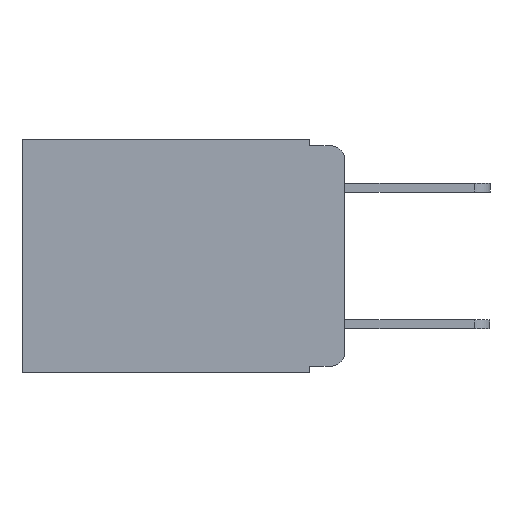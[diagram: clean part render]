
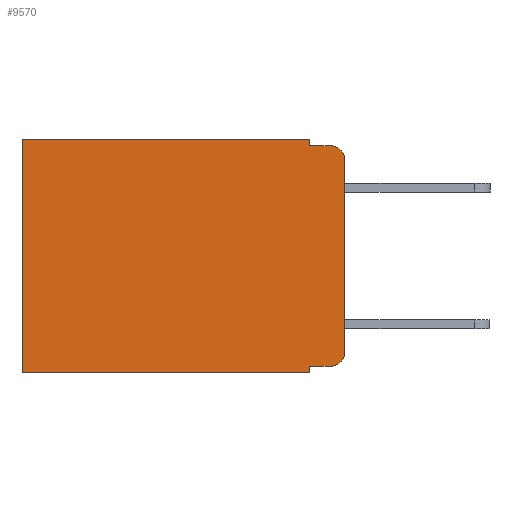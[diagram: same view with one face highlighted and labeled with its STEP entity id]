
A CAD part, left-side view. The second image highlights one B-rep face of the part: STEP entity #9570.
In plain terms, the highlighted planar face has unit normal (-1, 0, 0).
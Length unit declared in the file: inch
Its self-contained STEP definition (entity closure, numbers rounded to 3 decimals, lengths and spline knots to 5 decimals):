
#33 = ORIENTED_EDGE ( 'NONE', *, *, #11979, .T. ) ;
#41 = EDGE_CURVE ( 'NONE', #11145, #12127, #8916, .T. ) ;
#292 = CARTESIAN_POINT ( 'NONE',  ( 0.298, 0., 0. ) ) ;
#418 = DIRECTION ( 'NONE',  ( 0., 0., -1. ) ) ;
#684 = EDGE_CURVE ( 'NONE', #8246, #9315, #7141, .T. ) ;
#873 = ORIENTED_EDGE ( 'NONE', *, *, #684, .F. ) ;
#1196 = VECTOR ( 'NONE', #418, 39.37008 ) ;
#1255 = VERTEX_POINT ( 'NONE', #11462 ) ;
#1269 = EDGE_CURVE ( 'NONE', #1255, #1787, #4294, .T. ) ;
#1719 = DIRECTION ( 'NONE',  ( 0., 1., 0. ) ) ;
#1787 = VERTEX_POINT ( 'NONE', #6911 ) ;
#1935 = VECTOR ( 'NONE', #10742, 39.37008 ) ;
#1945 = CARTESIAN_POINT ( 'NONE',  ( 0.298, 0.051, -0.01 ) ) ;
#2360 = LINE ( 'NONE', #6655, #4115 ) ;
#2392 = PLANE ( 'NONE',  #11430 ) ;
#2778 = CARTESIAN_POINT ( 'NONE',  ( 0.298, 0., -0.343 ) ) ;
#3206 = LINE ( 'NONE', #292, #10168 ) ;
#3470 = DIRECTION ( 'NONE',  ( 1., 0., 0. ) ) ;
#3858 = DIRECTION ( 'NONE',  ( -1., 0., 0. ) ) ;
#4115 = VECTOR ( 'NONE', #8441, 39.37008 ) ;
#4129 = ORIENTED_EDGE ( 'NONE', *, *, #10645, .T. ) ;
#4294 = CIRCLE ( 'NONE', #10954, 0.02 ) ;
#4471 = VECTOR ( 'NONE', #8631, 39.37008 ) ;
#4529 = VERTEX_POINT ( 'NONE', #10517 ) ;
#4556 = CARTESIAN_POINT ( 'NONE',  ( 0.298, 0.473, 0. ) ) ;
#4657 = LINE ( 'NONE', #6454, #1935 ) ;
#4714 = ORIENTED_EDGE ( 'NONE', *, *, #7119, .F. ) ;
#4824 = ORIENTED_EDGE ( 'NONE', *, *, #8641, .F. ) ;
#5106 = CARTESIAN_POINT ( 'NONE',  ( 0.298, 0.051, 0. ) ) ;
#5651 = CARTESIAN_POINT ( 'NONE',  ( 0.298, 0., -0.03 ) ) ;
#5729 = CARTESIAN_POINT ( 'NONE',  ( 0.298, 0.473, -0.343 ) ) ;
#5732 = EDGE_CURVE ( 'NONE', #8246, #11145, #3206, .T. ) ;
#6004 = VECTOR ( 'NONE', #1719, 39.37008 ) ;
#6350 = DIRECTION ( 'NONE',  ( 0., 0., -1. ) ) ;
#6412 = CARTESIAN_POINT ( 'NONE',  ( 0.298, 0.02, -0.01 ) ) ;
#6428 = EDGE_CURVE ( 'NONE', #9315, #7560, #7300, .T. ) ;
#6454 = CARTESIAN_POINT ( 'NONE',  ( 0.298, 0.051, 0. ) ) ;
#6655 = CARTESIAN_POINT ( 'NONE',  ( 0.298, 0., 0. ) ) ;
#6911 = CARTESIAN_POINT ( 'NONE',  ( 0.298, 0., -0.313 ) ) ;
#6918 = CARTESIAN_POINT ( 'NONE',  ( 0.298, 0.051, -0.01 ) ) ;
#7119 = EDGE_CURVE ( 'NONE', #8652, #12127, #10825, .T. ) ;
#7141 = LINE ( 'NONE', #5106, #11371 ) ;
#7155 = ORIENTED_EDGE ( 'NONE', *, *, #6428, .F. ) ;
#7196 = LINE ( 'NONE', #8186, #7495 ) ;
#7300 = LINE ( 'NONE', #1945, #4471 ) ;
#7326 = FACE_OUTER_BOUND ( 'NONE', #9907, .T. ) ;
#7495 = VECTOR ( 'NONE', #9057, 39.37008 ) ;
#7560 = VERTEX_POINT ( 'NONE', #6412 ) ;
#7585 = CARTESIAN_POINT ( 'NONE',  ( 0.298, 0.051, -0.343 ) ) ;
#8024 = DIRECTION ( 'NONE',  ( 0., 0., -1. ) ) ;
#8186 = CARTESIAN_POINT ( 'NONE',  ( 0.298, 0.051, -0.333 ) ) ;
#8246 = VERTEX_POINT ( 'NONE', #9945 ) ;
#8441 = DIRECTION ( 'NONE',  ( 0., 0., -1. ) ) ;
#8631 = DIRECTION ( 'NONE',  ( 0., -1., 0. ) ) ;
#8641 = EDGE_CURVE ( 'NONE', #9699, #1787, #2360, .T. ) ;
#8652 = VERTEX_POINT ( 'NONE', #7585 ) ;
#8916 = LINE ( 'NONE', #11208, #1196 ) ;
#8979 = CARTESIAN_POINT ( 'NONE',  ( 0.298, 0., 0. ) ) ;
#8981 = DIRECTION ( 'NONE',  ( -1., 0., 0. ) ) ;
#8983 = ORIENTED_EDGE ( 'NONE', *, *, #5732, .T. ) ;
#9024 = CARTESIAN_POINT ( 'NONE',  ( 0.298, 0.02, -0.313 ) ) ;
#9057 = DIRECTION ( 'NONE',  ( 0., -1., 0. ) ) ;
#9315 = VERTEX_POINT ( 'NONE', #6918 ) ;
#9340 = CARTESIAN_POINT ( 'NONE',  ( 0.298, 0.02, -0.03 ) ) ;
#9381 = ORIENTED_EDGE ( 'NONE', *, *, #41, .T. ) ;
#9570 = ADVANCED_FACE ( 'NONE', ( #7326 ), #2392, .F. ) ;
#9616 = ORIENTED_EDGE ( 'NONE', *, *, #9773, .F. ) ;
#9699 = VERTEX_POINT ( 'NONE', #5651 ) ;
#9773 = EDGE_CURVE ( 'NONE', #4529, #8652, #4657, .T. ) ;
#9815 = DIRECTION ( 'NONE',  ( 0., 0., -1. ) ) ;
#9907 = EDGE_LOOP ( 'NONE', ( #4824, #4129, #7155, #873, #8983, #9381, #4714, #9616, #33, #10946 ) ) ;
#9918 = DIRECTION ( 'NONE',  ( 0., 1., 0. ) ) ;
#9945 = CARTESIAN_POINT ( 'NONE',  ( 0.298, 0.051, 0. ) ) ;
#10163 = DIRECTION ( 'NONE',  ( 0., 0., -1. ) ) ;
#10168 = VECTOR ( 'NONE', #9918, 39.37008 ) ;
#10517 = CARTESIAN_POINT ( 'NONE',  ( 0.298, 0.051, -0.333 ) ) ;
#10645 = EDGE_CURVE ( 'NONE', #9699, #7560, #11619, .T. ) ;
#10742 = DIRECTION ( 'NONE',  ( 0., 0., -1. ) ) ;
#10825 = LINE ( 'NONE', #2778, #6004 ) ;
#10946 = ORIENTED_EDGE ( 'NONE', *, *, #1269, .T. ) ;
#10954 = AXIS2_PLACEMENT_3D ( 'NONE', #9024, #8981, #6350 ) ;
#11145 = VERTEX_POINT ( 'NONE', #4556 ) ;
#11208 = CARTESIAN_POINT ( 'NONE',  ( 0.298, 0.473, 0. ) ) ;
#11365 = AXIS2_PLACEMENT_3D ( 'NONE', #9340, #3858, #10163 ) ;
#11371 = VECTOR ( 'NONE', #8024, 39.37008 ) ;
#11430 = AXIS2_PLACEMENT_3D ( 'NONE', #8979, #3470, #9815 ) ;
#11462 = CARTESIAN_POINT ( 'NONE',  ( 0.298, 0.02, -0.333 ) ) ;
#11619 = CIRCLE ( 'NONE', #11365, 0.02 ) ;
#11979 = EDGE_CURVE ( 'NONE', #4529, #1255, #7196, .T. ) ;
#12127 = VERTEX_POINT ( 'NONE', #5729 ) ;
